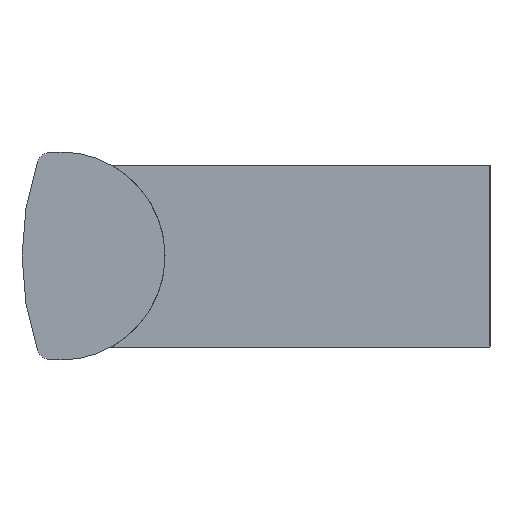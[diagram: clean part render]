
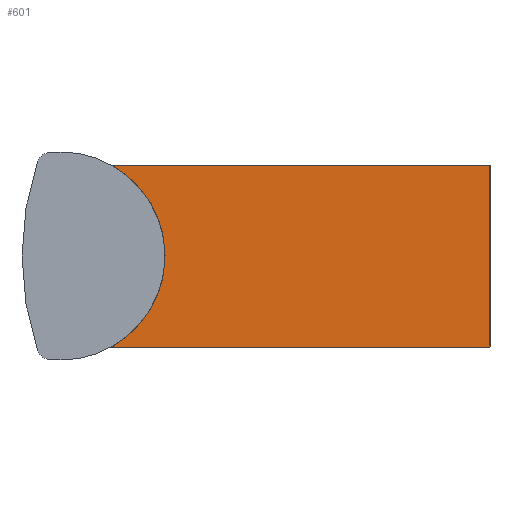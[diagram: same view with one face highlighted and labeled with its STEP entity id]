
A CAD part, left-side view. The second image highlights one B-rep face of the part: STEP entity #601.
In plain terms, the highlighted planar face has unit normal (-1, 0, 0).
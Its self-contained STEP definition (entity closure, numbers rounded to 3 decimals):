
#3 = EDGE_LOOP ( 'NONE', ( #17, #334, #732, #145 ) ) ;
#17 = ORIENTED_EDGE ( 'NONE', *, *, #407, .F. ) ;
#106 = CIRCLE ( 'NONE', #603, 8. ) ;
#124 = AXIS2_PLACEMENT_3D ( 'NONE', #144, #213, #277 ) ;
#135 = DIRECTION ( 'NONE',  ( 0., 0., 1. ) ) ;
#144 = CARTESIAN_POINT ( 'NONE',  ( -102., 36.002, -7. ) ) ;
#145 = ORIENTED_EDGE ( 'NONE', *, *, #325, .F. ) ;
#155 = VERTEX_POINT ( 'NONE', #375 ) ;
#157 = VERTEX_POINT ( 'NONE', #314 ) ;
#163 = DIRECTION ( 'NONE',  ( -1., 0., 0. ) ) ;
#177 = VECTOR ( 'NONE', #605, 1000. ) ;
#180 = DIRECTION ( 'NONE',  ( 0., -1., 0. ) ) ;
#203 = CARTESIAN_POINT ( 'NONE',  ( -102., 36.002, -7. ) ) ;
#213 = DIRECTION ( 'NONE',  ( 1., 0., 0. ) ) ;
#238 = VECTOR ( 'NONE', #180, 1000. ) ;
#277 = DIRECTION ( 'NONE',  ( 0., 0., -1. ) ) ;
#314 = CARTESIAN_POINT ( 'NONE',  ( -102., 29.127, 7. ) ) ;
#325 = EDGE_CURVE ( 'NONE', #157, #328, #719, .T. ) ;
#328 = VERTEX_POINT ( 'NONE', #735 ) ;
#334 = ORIENTED_EDGE ( 'NONE', *, *, #744, .T. ) ;
#361 = DIRECTION ( 'NONE',  ( 0., 0., -1. ) ) ;
#375 = CARTESIAN_POINT ( 'NONE',  ( -102., 29.127, -7. ) ) ;
#387 = CARTESIAN_POINT ( 'NONE',  ( -102., 33., 0. ) ) ;
#407 = EDGE_CURVE ( 'NONE', #155, #157, #106, .T. ) ;
#411 = PLANE ( 'NONE',  #124 ) ;
#456 = CARTESIAN_POINT ( 'NONE',  ( -102., 0., -7. ) ) ;
#459 = LINE ( 'NONE', #203, #177 ) ;
#574 = VECTOR ( 'NONE', #135, 1000. ) ;
#601 = ADVANCED_FACE ( 'NONE', ( #830 ), #411, .F. ) ;
#603 = AXIS2_PLACEMENT_3D ( 'NONE', #387, #163, #361 ) ;
#605 = DIRECTION ( 'NONE',  ( 0., -1., 0. ) ) ;
#630 = VERTEX_POINT ( 'NONE', #456 ) ;
#672 = CARTESIAN_POINT ( 'NONE',  ( -102., 36.002, 7. ) ) ;
#719 = LINE ( 'NONE', #672, #238 ) ;
#732 = ORIENTED_EDGE ( 'NONE', *, *, #734, .T. ) ;
#734 = EDGE_CURVE ( 'NONE', #630, #328, #752, .T. ) ;
#735 = CARTESIAN_POINT ( 'NONE',  ( -102., 0., 7. ) ) ;
#744 = EDGE_CURVE ( 'NONE', #155, #630, #459, .T. ) ;
#752 = LINE ( 'NONE', #822, #574 ) ;
#822 = CARTESIAN_POINT ( 'NONE',  ( -102., 0., -7. ) ) ;
#830 = FACE_OUTER_BOUND ( 'NONE', #3, .T. ) ;
